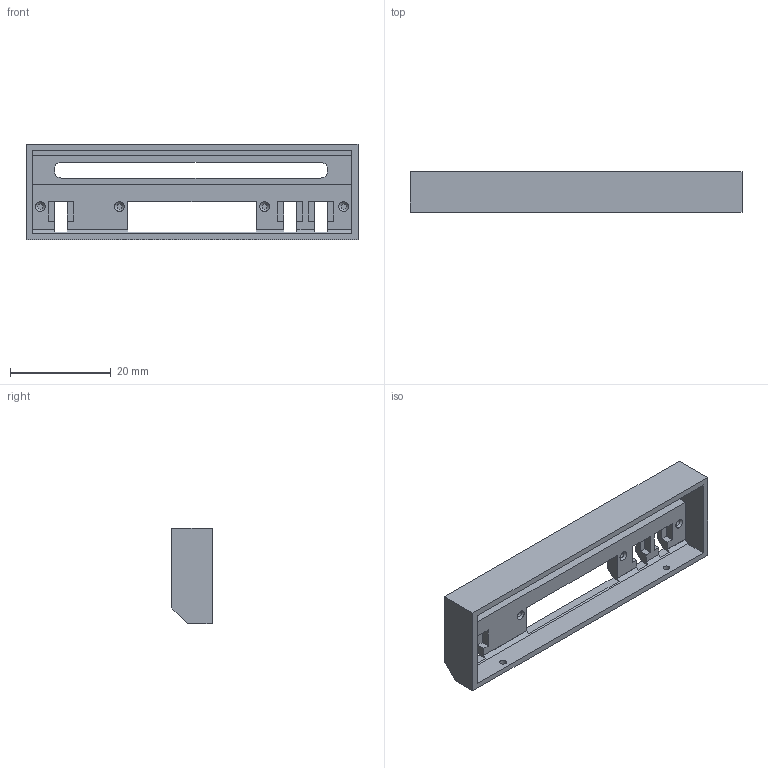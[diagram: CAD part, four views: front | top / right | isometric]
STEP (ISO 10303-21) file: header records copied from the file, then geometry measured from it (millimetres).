
FILE_DESCRIPTION(/* description */ (''),/* implementation_level */ '2;1');
FILE_NAME(/* name */ 'case-front.step',/* time_stamp */ '2024-04-15T14:49:51-07:00',/* author */ (''),/* organization */ (''),/* preprocessor_version */ 'ST-DEVELOPER v20',/* originating_system */ 'Autodesk Translation Framework v12.20.1.177',/* authorisation */ '');
FILE_SCHEMA (('AUTOMOTIVE_DESIGN { 1 0 10303 214 3 1 1 }'));
Length unit declared in the file: millimetre
Products named in the file (1): Front
Bounding box: 65.9 x 8 x 18.9 mm (x, y, z)
Volume: 2845.6 mm3; surface area: 4390.4 mm2
Topology: 1 solids, 1 shells, 78 faces, 237 edges, 158 vertices
Faces by surface type: plane 64, cone 8, cylinder 6
Full cylindrical faces by diameter (mm): 1.1 x4, 1.3 x2
Entity records: 2697 total; most frequent: ORIENTED_EDGE 474, CARTESIAN_POINT 474, DIRECTION 423, EDGE_CURVE 237, LINE 209, VECTOR 209, VERTEX_POINT 158, AXIS2_PLACEMENT_3D 107
